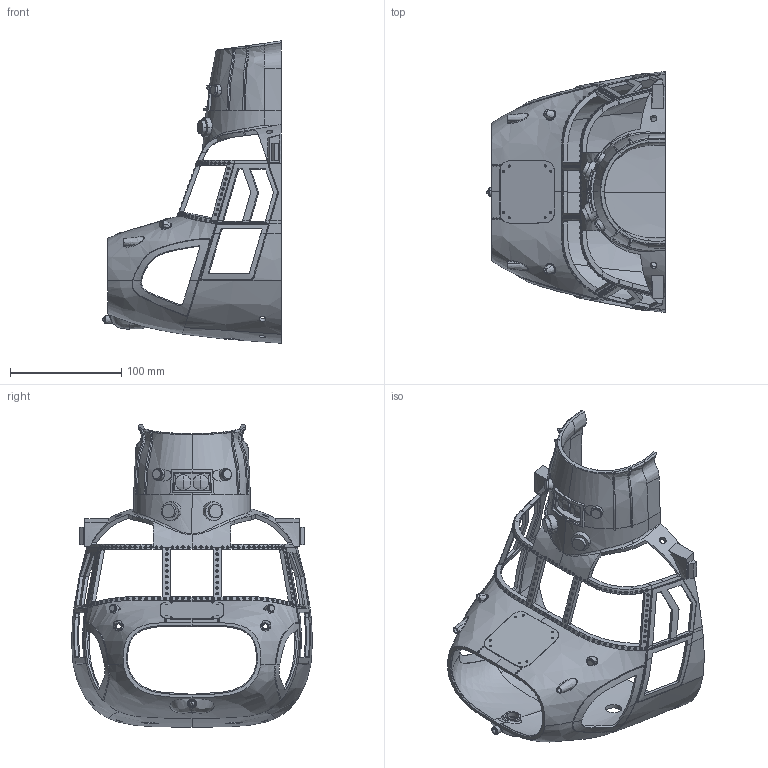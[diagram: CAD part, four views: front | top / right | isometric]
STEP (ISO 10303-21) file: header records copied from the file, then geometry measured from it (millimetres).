
FILE_DESCRIPTION(('FreeCAD Model'),'2;1');
FILE_NAME('Open CASCADE Shape Model','2025-04-26T22:28:59',('FreeCAD'),( 'FreeCAD'),'Open CASCADE STEP processor 7.6','FreeCAD','Unknown');
FILE_SCHEMA(('AUTOMOTIVE_DESIGN { 1 0 10303 214 1 1 1 1 }'));
Products named in the file (1): Open CASCADE STEP translator 7.6 1
Bounding box: 160.87 x 217.14 x 272.39 mm (x, y, z)
Surface area: 180818.8 mm2 (no closed solid volume)
Topology: 0 solids, 1 shells, 1355 faces, 3499 edges, 2190 vertices
Faces by surface type: bspline 1355
Entity records: 192250 total; most frequent: CARTESIAN_POINT 171883, ORIENTED_EDGE 6892, EDGE_CURVE 3448, B_SPLINE_CURVE_WITH_KNOTS 2664, VERTEX_POINT 2184, FACE_BOUND 1496, EDGE_LOOP 1496, ADVANCED_FACE 1355
